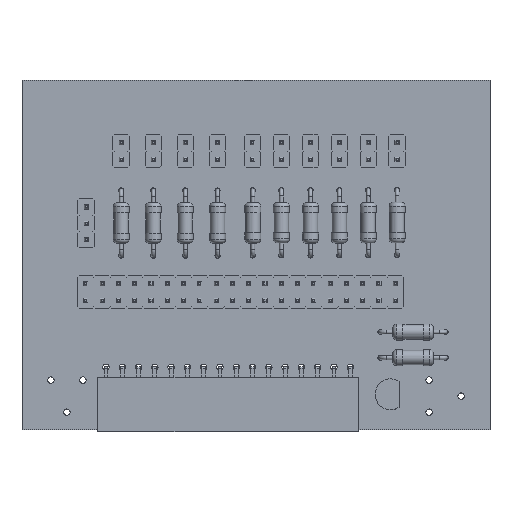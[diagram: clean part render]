
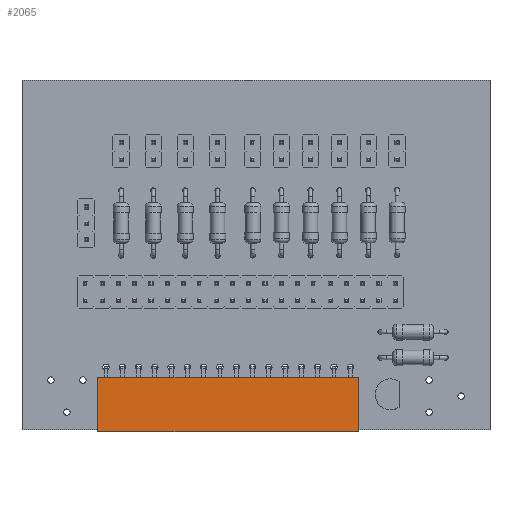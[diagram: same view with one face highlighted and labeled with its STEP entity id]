
A CAD part, top view. The second image highlights one B-rep face of the part: STEP entity #2065.
In plain terms, the highlighted planar face has unit normal (0, 0, 1).
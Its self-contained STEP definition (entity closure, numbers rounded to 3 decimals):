
#2065 = ADVANCED_FACE('',(#2066),#2100,.F.);
#2066 = FACE_BOUND('',#2067,.F.);
#2067 = EDGE_LOOP('',(#2068,#2078,#2086,#2094));
#2068 = ORIENTED_EDGE('',*,*,#2069,.T.);
#2069 = EDGE_CURVE('',#2070,#2072,#2074,.T.);
#2070 = VERTEX_POINT('',#2071);
#2071 = CARTESIAN_POINT('',(-1.52,-39.37,2.54));
#2072 = VERTEX_POINT('',#2073);
#2073 = CARTESIAN_POINT('',(-10.03,-39.37,2.54));
#2074 = LINE('',#2075,#2076);
#2075 = CARTESIAN_POINT('',(-1.52,-39.37,2.54));
#2076 = VECTOR('',#2077,1.);
#2077 = DIRECTION('',(-1.,0.,0.));
#2078 = ORIENTED_EDGE('',*,*,#2079,.T.);
#2079 = EDGE_CURVE('',#2072,#2080,#2082,.T.);
#2080 = VERTEX_POINT('',#2081);
#2081 = CARTESIAN_POINT('',(-10.03,1.27,2.54));
#2082 = LINE('',#2083,#2084);
#2083 = CARTESIAN_POINT('',(-10.03,-39.37,2.54));
#2084 = VECTOR('',#2085,1.);
#2085 = DIRECTION('',(0.,1.,0.));
#2086 = ORIENTED_EDGE('',*,*,#2087,.F.);
#2087 = EDGE_CURVE('',#2088,#2080,#2090,.T.);
#2088 = VERTEX_POINT('',#2089);
#2089 = CARTESIAN_POINT('',(-1.52,1.27,2.54));
#2090 = LINE('',#2091,#2092);
#2091 = CARTESIAN_POINT('',(-1.52,1.27,2.54));
#2092 = VECTOR('',#2093,1.);
#2093 = DIRECTION('',(-1.,0.,0.));
#2094 = ORIENTED_EDGE('',*,*,#2095,.F.);
#2095 = EDGE_CURVE('',#2070,#2088,#2096,.T.);
#2096 = LINE('',#2097,#2098);
#2097 = CARTESIAN_POINT('',(-1.52,-39.37,2.54));
#2098 = VECTOR('',#2099,1.);
#2099 = DIRECTION('',(0.,1.,0.));
#2100 = PLANE('',#2101);
#2101 = AXIS2_PLACEMENT_3D('',#2102,#2103,#2104);
#2102 = CARTESIAN_POINT('',(-1.52,-39.37,2.54));
#2103 = DIRECTION('',(0.,0.,-1.));
#2104 = DIRECTION('',(0.,1.,0.));
